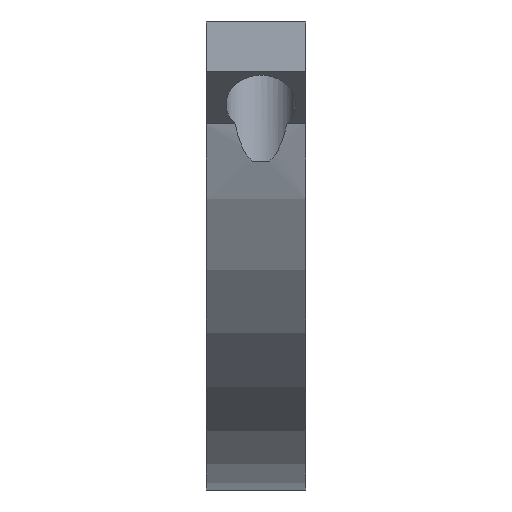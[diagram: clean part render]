
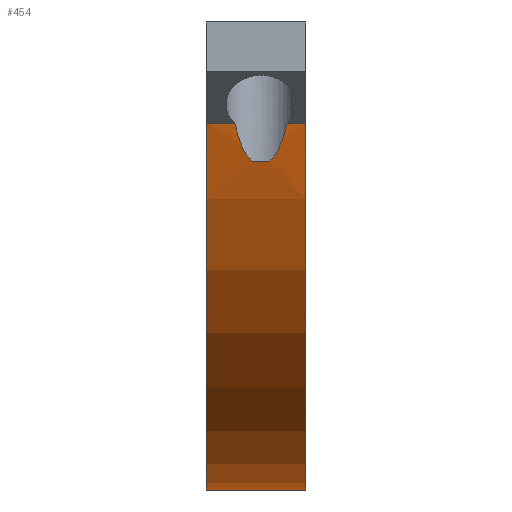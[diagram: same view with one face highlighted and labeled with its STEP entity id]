
A CAD part, left-side view. The second image highlights one B-rep face of the part: STEP entity #454.
In plain terms, the highlighted cylindrical face has radius 48 mm (diameter 96 mm), a partial arc.
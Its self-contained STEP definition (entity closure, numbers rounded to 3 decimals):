
#23=B_SPLINE_CURVE_WITH_KNOTS('',3,(#697,#698,#699,#700,#701,#702,#703,
#704,#705,#706,#707,#708),.UNSPECIFIED.,.F.,.F.,(4,2,2,2,2,4),(0.972,
0.982,1.146,1.31,1.406,1.412),
 .UNSPECIFIED.);
#24=B_SPLINE_CURVE_WITH_KNOTS('',3,(#712,#713,#714,#715,#716,#717,#718,
#719,#720,#721,#722,#723),.UNSPECIFIED.,.F.,.F.,(4,2,2,2,2,4),(1.591,
1.597,1.692,1.856,2.02,2.03),
 .UNSPECIFIED.);
#25=B_SPLINE_CURVE_WITH_KNOTS('',3,(#740,#741,#742,#743,#744,#745,#746,
#747,#748,#749,#750,#751),.UNSPECIFIED.,.F.,.F.,(4,2,2,2,2,4),(1.591,
1.597,1.692,1.856,2.02,2.03),
 .UNSPECIFIED.);
#26=B_SPLINE_CURVE_WITH_KNOTS('',3,(#753,#754,#755,#756,#757,#758,#759,
#760,#761,#762,#763,#764),.UNSPECIFIED.,.F.,.F.,(4,2,2,2,2,4),(0.972,
0.982,1.146,1.31,1.406,1.412),
 .UNSPECIFIED.);
#33=CYLINDRICAL_SURFACE('',#506,48.);
#48=FACE_OUTER_BOUND('',#74,.T.);
#74=EDGE_LOOP('',(#352,#353,#354,#355,#356,#357,#358,#359,#360,#361,#362,
#363));
#89=CIRCLE('',#482,48.);
#100=CIRCLE('',#507,48.);
#117=LINE('',#726,#157);
#118=LINE('',#731,#158);
#120=LINE('',#769,#160);
#123=LINE('',#773,#163);
#124=LINE('',#775,#164);
#127=LINE('',#780,#167);
#157=VECTOR('',#568,10.);
#158=VECTOR('',#573,10.);
#160=VECTOR('',#589,10.);
#163=VECTOR('',#592,10.);
#164=VECTOR('',#595,10.);
#167=VECTOR('',#598,10.);
#190=VERTEX_POINT('',#664);
#191=VERTEX_POINT('',#666);
#202=VERTEX_POINT('',#694);
#203=VERTEX_POINT('',#696);
#204=VERTEX_POINT('',#709);
#205=VERTEX_POINT('',#711);
#206=VERTEX_POINT('',#729);
#207=VERTEX_POINT('',#730);
#210=VERTEX_POINT('',#738);
#211=VERTEX_POINT('',#752);
#212=VERTEX_POINT('',#768);
#215=VERTEX_POINT('',#778);
#234=EDGE_CURVE('',#190,#191,#89,.T.);
#249=EDGE_CURVE('',#203,#202,#23,.T.);
#251=EDGE_CURVE('',#205,#204,#24,.T.);
#253=EDGE_CURVE('',#202,#205,#117,.T.);
#254=EDGE_CURVE('',#206,#207,#118,.T.);
#259=EDGE_CURVE('',#207,#210,#25,.T.);
#260=EDGE_CURVE('',#211,#206,#26,.T.);
#262=EDGE_CURVE('',#203,#212,#120,.T.);
#265=EDGE_CURVE('',#191,#204,#123,.T.);
#266=EDGE_CURVE('',#211,#190,#124,.T.);
#269=EDGE_CURVE('',#215,#210,#127,.T.);
#270=EDGE_CURVE('',#212,#215,#100,.T.);
#352=ORIENTED_EDGE('',*,*,#251,.T.);
#353=ORIENTED_EDGE('',*,*,#265,.F.);
#354=ORIENTED_EDGE('',*,*,#234,.F.);
#355=ORIENTED_EDGE('',*,*,#266,.F.);
#356=ORIENTED_EDGE('',*,*,#260,.T.);
#357=ORIENTED_EDGE('',*,*,#254,.T.);
#358=ORIENTED_EDGE('',*,*,#259,.T.);
#359=ORIENTED_EDGE('',*,*,#269,.F.);
#360=ORIENTED_EDGE('',*,*,#270,.F.);
#361=ORIENTED_EDGE('',*,*,#262,.F.);
#362=ORIENTED_EDGE('',*,*,#249,.T.);
#363=ORIENTED_EDGE('',*,*,#253,.T.);
#454=ADVANCED_FACE('',(#48),#33,.T.);
#482=AXIS2_PLACEMENT_3D('',#667,#533,#534);
#506=AXIS2_PLACEMENT_3D('',#781,#599,#600);
#507=AXIS2_PLACEMENT_3D('',#782,#601,#602);
#533=DIRECTION('center_axis',(0.,1.,0.));
#534=DIRECTION('ref_axis',(1.,0.,0.));
#568=DIRECTION('',(0.,1.,0.));
#573=DIRECTION('',(0.,-1.,0.));
#589=DIRECTION('',(0.,-1.,0.));
#592=DIRECTION('',(0.,-1.,0.));
#595=DIRECTION('',(0.,1.,0.));
#598=DIRECTION('',(0.,1.,0.));
#599=DIRECTION('center_axis',(0.,-1.,0.));
#600=DIRECTION('ref_axis',(1.,0.,0.));
#601=DIRECTION('center_axis',(0.,-1.,0.));
#602=DIRECTION('ref_axis',(1.,0.,0.));
#664=CARTESIAN_POINT('',(116.672,11.745,-261.214));
#666=CARTESIAN_POINT('',(23.328,11.745,-261.214));
#667=CARTESIAN_POINT('Origin',(70.,11.745,-250.));
#694=CARTESIAN_POINT('',(24.404,5.431,-265.));
#696=CARTESIAN_POINT('',(23.328,3.632,-261.214));
#697=CARTESIAN_POINT('Ctrl Pts',(23.328,3.632,-261.214));
#698=CARTESIAN_POINT('Ctrl Pts',(23.336,3.639,-261.247));
#699=CARTESIAN_POINT('Ctrl Pts',(23.344,3.646,-261.281));
#700=CARTESIAN_POINT('Ctrl Pts',(23.48,3.769,-261.838));
#701=CARTESIAN_POINT('Ctrl Pts',(23.612,3.906,-262.347));
#702=CARTESIAN_POINT('Ctrl Pts',(23.885,4.251,-263.329));
#703=CARTESIAN_POINT('Ctrl Pts',(24.025,4.456,-263.802));
#704=CARTESIAN_POINT('Ctrl Pts',(24.242,4.914,-264.502));
#705=CARTESIAN_POINT('Ctrl Pts',(24.327,5.128,-264.766));
#706=CARTESIAN_POINT('Ctrl Pts',(24.396,5.398,-264.975));
#707=CARTESIAN_POINT('Ctrl Pts',(24.4,5.414,-264.988));
#708=CARTESIAN_POINT('Ctrl Pts',(24.404,5.431,-265.));
#709=CARTESIAN_POINT('',(23.328,8.859,-261.214));
#711=CARTESIAN_POINT('',(24.404,7.06,-265.));
#712=CARTESIAN_POINT('Ctrl Pts',(24.404,7.06,-265.));
#713=CARTESIAN_POINT('Ctrl Pts',(24.4,7.076,-264.988));
#714=CARTESIAN_POINT('Ctrl Pts',(24.396,7.093,-264.975));
#715=CARTESIAN_POINT('Ctrl Pts',(24.327,7.363,-264.766));
#716=CARTESIAN_POINT('Ctrl Pts',(24.242,7.576,-264.502));
#717=CARTESIAN_POINT('Ctrl Pts',(24.025,8.035,-263.802));
#718=CARTESIAN_POINT('Ctrl Pts',(23.885,8.239,-263.329));
#719=CARTESIAN_POINT('Ctrl Pts',(23.612,8.585,-262.347));
#720=CARTESIAN_POINT('Ctrl Pts',(23.48,8.721,-261.838));
#721=CARTESIAN_POINT('Ctrl Pts',(23.344,8.844,-261.281));
#722=CARTESIAN_POINT('Ctrl Pts',(23.336,8.851,-261.247));
#723=CARTESIAN_POINT('Ctrl Pts',(23.328,8.859,-261.214));
#726=CARTESIAN_POINT('',(24.404,11.745,-265.));
#729=CARTESIAN_POINT('',(115.596,7.06,-265.));
#730=CARTESIAN_POINT('',(115.596,5.431,-265.));
#731=CARTESIAN_POINT('',(115.596,11.745,-265.));
#738=CARTESIAN_POINT('',(116.672,3.632,-261.214));
#740=CARTESIAN_POINT('Ctrl Pts',(115.596,5.431,-265.));
#741=CARTESIAN_POINT('Ctrl Pts',(115.6,5.414,-264.988));
#742=CARTESIAN_POINT('Ctrl Pts',(115.604,5.398,-264.975));
#743=CARTESIAN_POINT('Ctrl Pts',(115.673,5.128,-264.766));
#744=CARTESIAN_POINT('Ctrl Pts',(115.758,4.914,-264.502));
#745=CARTESIAN_POINT('Ctrl Pts',(115.975,4.456,-263.802));
#746=CARTESIAN_POINT('Ctrl Pts',(116.115,4.251,-263.329));
#747=CARTESIAN_POINT('Ctrl Pts',(116.388,3.906,-262.347));
#748=CARTESIAN_POINT('Ctrl Pts',(116.52,3.769,-261.838));
#749=CARTESIAN_POINT('Ctrl Pts',(116.656,3.646,-261.281));
#750=CARTESIAN_POINT('Ctrl Pts',(116.664,3.639,-261.247));
#751=CARTESIAN_POINT('Ctrl Pts',(116.672,3.632,-261.214));
#752=CARTESIAN_POINT('',(116.672,8.859,-261.214));
#753=CARTESIAN_POINT('Ctrl Pts',(116.672,8.859,-261.214));
#754=CARTESIAN_POINT('Ctrl Pts',(116.664,8.851,-261.247));
#755=CARTESIAN_POINT('Ctrl Pts',(116.656,8.844,-261.281));
#756=CARTESIAN_POINT('Ctrl Pts',(116.52,8.721,-261.838));
#757=CARTESIAN_POINT('Ctrl Pts',(116.388,8.585,-262.347));
#758=CARTESIAN_POINT('Ctrl Pts',(116.115,8.239,-263.329));
#759=CARTESIAN_POINT('Ctrl Pts',(115.975,8.035,-263.802));
#760=CARTESIAN_POINT('Ctrl Pts',(115.758,7.576,-264.502));
#761=CARTESIAN_POINT('Ctrl Pts',(115.673,7.363,-264.766));
#762=CARTESIAN_POINT('Ctrl Pts',(115.604,7.093,-264.975));
#763=CARTESIAN_POINT('Ctrl Pts',(115.6,7.076,-264.988));
#764=CARTESIAN_POINT('Ctrl Pts',(115.596,7.06,-265.));
#768=CARTESIAN_POINT('',(23.328,1.745,-261.214));
#769=CARTESIAN_POINT('',(23.328,11.745,-261.214));
#773=CARTESIAN_POINT('',(23.328,11.745,-261.214));
#775=CARTESIAN_POINT('',(116.672,11.745,-261.214));
#778=CARTESIAN_POINT('',(116.672,1.745,-261.214));
#780=CARTESIAN_POINT('',(116.672,11.745,-261.214));
#781=CARTESIAN_POINT('Origin',(70.,11.745,-250.));
#782=CARTESIAN_POINT('Origin',(70.,1.745,-250.));
